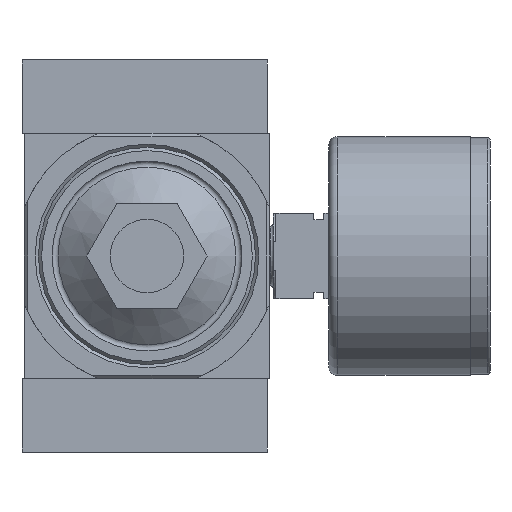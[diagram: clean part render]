
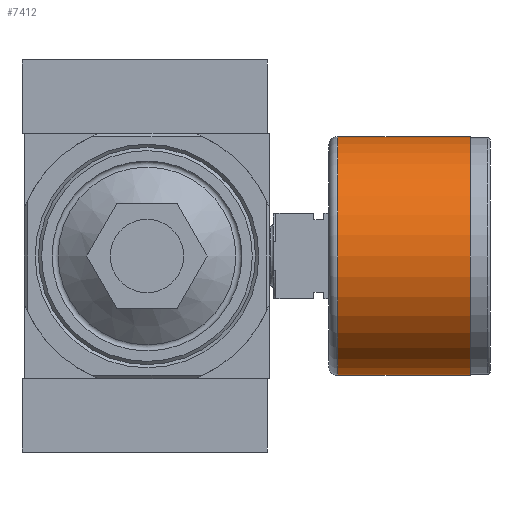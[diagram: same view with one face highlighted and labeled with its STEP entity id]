
A CAD part, front view. The second image highlights one B-rep face of the part: STEP entity #7412.
In plain terms, the highlighted cylindrical face has radius 19.5 mm (diameter 39 mm), a full revolution.
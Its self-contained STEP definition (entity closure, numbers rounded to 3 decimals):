
#2754=ORIENTED_EDGE('',*,*,#3635,.F.);
#2755=ORIENTED_EDGE('',*,*,#3636,.T.);
#3635=EDGE_CURVE('',#4232,#4232,#4578,.T.);
#3636=EDGE_CURVE('',#4233,#4233,#4579,.T.);
#4232=VERTEX_POINT('',#11996);
#4233=VERTEX_POINT('',#11999);
#4578=CIRCLE('',#8168,19.5);
#4579=CIRCLE('',#8170,19.5);
#5072=EDGE_LOOP('',(#2754));
#5073=EDGE_LOOP('',(#2755));
#5603=FACE_BOUND('',#5072,.T.);
#5604=FACE_BOUND('',#5073,.T.);
#5731=CYLINDRICAL_SURFACE('',#8169,19.5);
#7412=ADVANCED_FACE('',(#5603,#5604),#5731,.T.);
#8168=AXIS2_PLACEMENT_3D('',#11995,#9996,#9997);
#8169=AXIS2_PLACEMENT_3D('',#11997,#9998,#9999);
#8170=AXIS2_PLACEMENT_3D('',#11998,#10000,#10001);
#9996=DIRECTION('',(1.,0.,0.));
#9997=DIRECTION('',(0.,0.,-1.));
#9998=DIRECTION('',(1.,0.,0.));
#9999=DIRECTION('',(0.,0.,-1.));
#10000=DIRECTION('',(1.,0.,0.));
#10001=DIRECTION('',(0.,0.,-1.));
#11995=CARTESIAN_POINT('',(-3.2,0.,0.));
#11996=CARTESIAN_POINT('',(-3.2,0.,-19.5));
#11997=CARTESIAN_POINT('',(0.,0.,0.));
#11998=CARTESIAN_POINT('',(-24.85,0.,0.));
#11999=CARTESIAN_POINT('',(-24.85,0.,-19.5));
